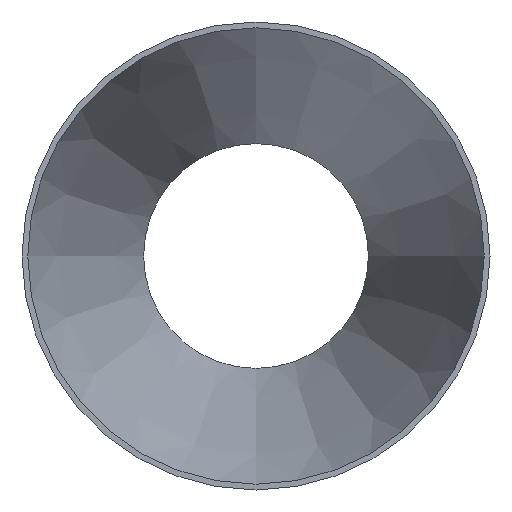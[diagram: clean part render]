
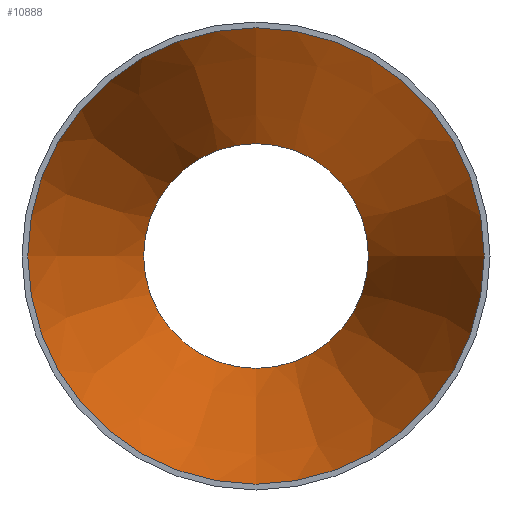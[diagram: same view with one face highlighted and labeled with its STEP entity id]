
A CAD part, front view. The second image highlights one B-rep face of the part: STEP entity #10888.
In plain terms, the highlighted conical face has half-angle 16.568 degrees and reference radius 82.063 mm.
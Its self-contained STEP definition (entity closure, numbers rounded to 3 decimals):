
#1939 = EDGE_LOOP ( 'NONE', ( #20831 ) ) ;
#5872 = EDGE_LOOP ( 'NONE', ( #33779 ) ) ;
#6372 = VERTEX_POINT ( 'NONE', #25788 ) ;
#8959 = CARTESIAN_POINT ( 'NONE',  ( 0., 140., -40.413 ) ) ;
#9184 = CARTESIAN_POINT ( 'NONE',  ( 0., 140., 0. ) ) ;
#10888 = ADVANCED_FACE ( 'NONE', ( #15648, #18758 ), #24333, .F. ) ;
#13035 = DIRECTION ( 'NONE',  ( 0., 0., -1. ) ) ;
#13739 = AXIS2_PLACEMENT_3D ( 'NONE', #32478, #24778, #15833 ) ;
#15579 = EDGE_CURVE ( 'NONE', #6372, #6372, #29611, .T. ) ;
#15648 = FACE_BOUND ( 'NONE', #1939, .T. ) ;
#15833 = DIRECTION ( 'NONE',  ( 0., 0., -1. ) ) ;
#18758 = FACE_OUTER_BOUND ( 'NONE', #5872, .T. ) ;
#19642 = DIRECTION ( 'NONE',  ( 0., -1., 0. ) ) ;
#20831 = ORIENTED_EDGE ( 'NONE', *, *, #33009, .F. ) ;
#21698 = CIRCLE ( 'NONE', #23445, 40.413 ) ;
#23445 = AXIS2_PLACEMENT_3D ( 'NONE', #9184, #19642, #28041 ) ;
#24333 = CONICAL_SURFACE ( 'NONE', #13739, 82.063, 0.289 ) ;
#24391 = DIRECTION ( 'NONE',  ( 0., -1., 0. ) ) ;
#24778 = DIRECTION ( 'NONE',  ( 0., -1., 0. ) ) ;
#25788 = CARTESIAN_POINT ( 'NONE',  ( 0., 0., -82.063 ) ) ;
#26784 = CARTESIAN_POINT ( 'NONE',  ( 0., 0., 0. ) ) ;
#28041 = DIRECTION ( 'NONE',  ( 0., 0., -1. ) ) ;
#29611 = CIRCLE ( 'NONE', #33718, 82.063 ) ;
#31649 = VERTEX_POINT ( 'NONE', #8959 ) ;
#32478 = CARTESIAN_POINT ( 'NONE',  ( 0., 0., 0. ) ) ;
#33009 = EDGE_CURVE ( 'NONE', #31649, #31649, #21698, .T. ) ;
#33718 = AXIS2_PLACEMENT_3D ( 'NONE', #26784, #24391, #13035 ) ;
#33779 = ORIENTED_EDGE ( 'NONE', *, *, #15579, .T. ) ;
